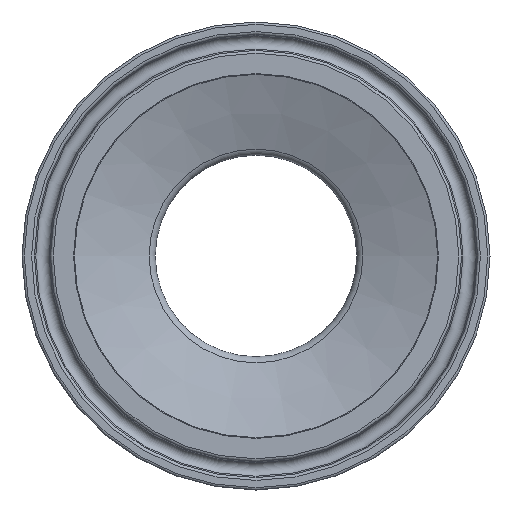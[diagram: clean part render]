
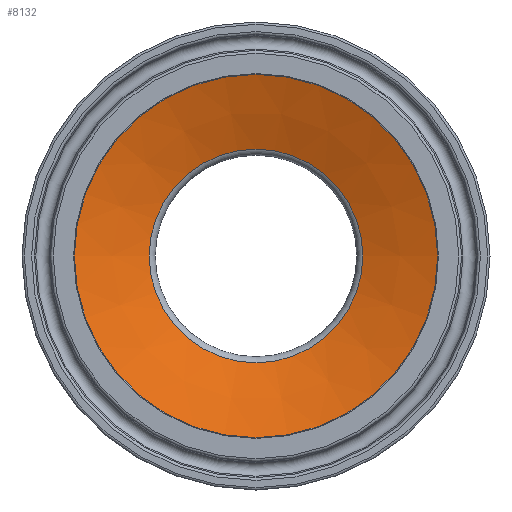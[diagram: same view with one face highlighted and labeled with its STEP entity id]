
A CAD part, left-side view. The second image highlights one B-rep face of the part: STEP entity #8132.
In plain terms, the highlighted conical face has half-angle 70 degrees and reference radius 23.381 mm.
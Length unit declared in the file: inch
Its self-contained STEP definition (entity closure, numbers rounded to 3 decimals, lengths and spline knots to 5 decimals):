
#14=CONICAL_SURFACE('',#8670,0.9205,1.222);
#920=FACE_OUTER_BOUND('',#1402,.T.);
#1402=EDGE_LOOP('',(#7468,#7469,#7470,#7471,#7472,#7473,#7474,#7475));
#1634=CIRCLE('',#8663,0.69548);
#1635=CIRCLE('',#8664,0.69548);
#1640=CIRCLE('',#8669,0.69548);
#1641=CIRCLE('',#8671,1.18251);
#1642=CIRCLE('',#8672,1.18251);
#1643=CIRCLE('',#8673,1.18251);
#2255=LINE('',#17826,#2810);
#2810=VECTOR('',#10296,0.9205);
#3922=VERTEX_POINT('',#17811);
#3923=VERTEX_POINT('',#17812);
#3924=VERTEX_POINT('',#17814);
#3928=VERTEX_POINT('',#17825);
#3929=VERTEX_POINT('',#17827);
#3930=VERTEX_POINT('',#17829);
#5120=EDGE_CURVE('',#3922,#3923,#1634,.T.);
#5121=EDGE_CURVE('',#3923,#3924,#1635,.T.);
#5126=EDGE_CURVE('',#3924,#3922,#1640,.T.);
#5127=EDGE_CURVE('',#3923,#3928,#2255,.T.);
#5128=EDGE_CURVE('',#3929,#3928,#1641,.T.);
#5129=EDGE_CURVE('',#3930,#3929,#1642,.T.);
#5130=EDGE_CURVE('',#3928,#3930,#1643,.T.);
#7468=ORIENTED_EDGE('',*,*,#5120,.F.);
#7469=ORIENTED_EDGE('',*,*,#5126,.F.);
#7470=ORIENTED_EDGE('',*,*,#5121,.F.);
#7471=ORIENTED_EDGE('',*,*,#5127,.T.);
#7472=ORIENTED_EDGE('',*,*,#5128,.F.);
#7473=ORIENTED_EDGE('',*,*,#5129,.F.);
#7474=ORIENTED_EDGE('',*,*,#5130,.F.);
#7475=ORIENTED_EDGE('',*,*,#5127,.F.);
#8132=ADVANCED_FACE('',(#920),#14,.F.);
#8663=AXIS2_PLACEMENT_3D('',#17813,#10280,#10281);
#8664=AXIS2_PLACEMENT_3D('',#17815,#10282,#10283);
#8669=AXIS2_PLACEMENT_3D('',#17823,#10292,#10293);
#8670=AXIS2_PLACEMENT_3D('',#17824,#10294,#10295);
#8671=AXIS2_PLACEMENT_3D('',#17828,#10297,#10298);
#8672=AXIS2_PLACEMENT_3D('',#17830,#10299,#10300);
#8673=AXIS2_PLACEMENT_3D('',#17831,#10301,#10302);
#10280=DIRECTION('center_axis',(-1.,0.,0.));
#10281=DIRECTION('ref_axis',(0.,-1.,0.));
#10282=DIRECTION('center_axis',(-1.,0.,0.));
#10283=DIRECTION('ref_axis',(0.,-1.,0.));
#10292=DIRECTION('center_axis',(-1.,0.,0.));
#10293=DIRECTION('ref_axis',(0.,-1.,0.));
#10294=DIRECTION('center_axis',(-1.,0.,0.));
#10295=DIRECTION('ref_axis',(0.,1.,0.));
#10296=DIRECTION('',(-0.342,-0.94,0.));
#10297=DIRECTION('center_axis',(1.,0.,0.));
#10298=DIRECTION('ref_axis',(0.,-1.,0.));
#10299=DIRECTION('center_axis',(1.,0.,0.));
#10300=DIRECTION('ref_axis',(0.,-1.,0.));
#10301=DIRECTION('center_axis',(1.,0.,0.));
#10302=DIRECTION('ref_axis',(0.,-1.,0.));
#17811=CARTESIAN_POINT('',(0.17817,0.69548,0.));
#17812=CARTESIAN_POINT('',(0.17817,-0.69548,0.));
#17813=CARTESIAN_POINT('Origin',(0.17817,0.,0.));
#17814=CARTESIAN_POINT('',(0.17817,0.,0.69548));
#17815=CARTESIAN_POINT('Origin',(0.17817,0.,0.));
#17823=CARTESIAN_POINT('Origin',(0.17817,0.,0.));
#17824=CARTESIAN_POINT('Origin',(0.09627,0.,0.));
#17825=CARTESIAN_POINT('',(0.0009,-1.18251,0.));
#17826=CARTESIAN_POINT('',(0.09627,-0.9205,0.));
#17827=CARTESIAN_POINT('',(0.0009,0.,1.18251));
#17828=CARTESIAN_POINT('Origin',(0.0009,0.,0.));
#17829=CARTESIAN_POINT('',(0.0009,1.18251,0.));
#17830=CARTESIAN_POINT('Origin',(0.0009,0.,0.));
#17831=CARTESIAN_POINT('Origin',(0.0009,0.,0.));
